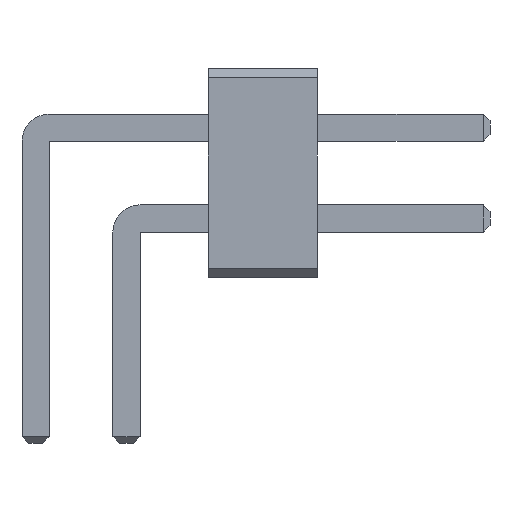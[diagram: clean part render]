
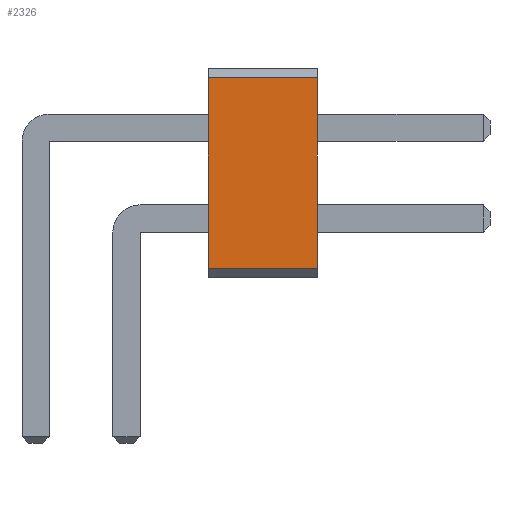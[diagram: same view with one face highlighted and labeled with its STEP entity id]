
A CAD part, front view. The second image highlights one B-rep face of the part: STEP entity #2326.
In plain terms, the highlighted planar face has unit normal (0, -1, 0).
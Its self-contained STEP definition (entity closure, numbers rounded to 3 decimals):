
#13=DIRECTION('',(0.,0.,1.));
#27=VECTOR('',#28,1.);
#28=DIRECTION('',(1.,0.,0.));
#57=DIRECTION('',(0.,-1.,0.));
#2313=VERTEX_POINT('',#2314);
#2314=CARTESIAN_POINT('',(3.1,-39.5,0.1));
#2317=EDGE_CURVE('',#2318,#2313,#2320,.T.);
#2318=VERTEX_POINT('',#2319);
#2319=CARTESIAN_POINT('',(1.9,-39.5,0.1));
#2320=LINE('',#2319,#27);
#2326=ADVANCED_FACE('',(#2327),#2344,.T.);
#2327=FACE_BOUND('',#2328,.T.);
#2328=EDGE_LOOP('',(#2329,#2330,#2336,#2341));
#2329=ORIENTED_EDGE('',*,*,#2317,.T.);
#2330=ORIENTED_EDGE('',*,*,#2331,.T.);
#2331=EDGE_CURVE('',#2313,#2332,#2334,.T.);
#2332=VERTEX_POINT('',#2333);
#2333=CARTESIAN_POINT('',(3.1,-39.5,2.2));
#2334=LINE('',#2314,#2335);
#2335=VECTOR('',#13,1.);
#2336=ORIENTED_EDGE('',*,*,#2337,.F.);
#2337=EDGE_CURVE('',#2338,#2332,#2340,.T.);
#2338=VERTEX_POINT('',#2339);
#2339=CARTESIAN_POINT('',(1.9,-39.5,2.2));
#2340=LINE('',#2339,#27);
#2341=ORIENTED_EDGE('',*,*,#2342,.F.);
#2342=EDGE_CURVE('',#2318,#2338,#2343,.T.);
#2343=LINE('',#2319,#2335);
#2344=PLANE('',#2345);
#2345=AXIS2_PLACEMENT_3D('',#2319,#57,#13);
